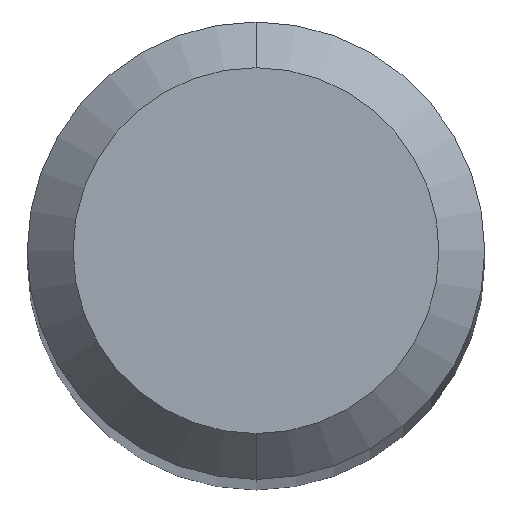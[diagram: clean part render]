
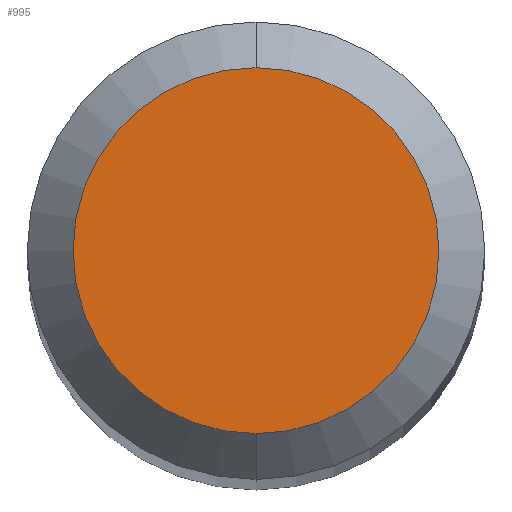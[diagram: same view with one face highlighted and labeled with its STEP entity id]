
A CAD part, top view. The second image highlights one B-rep face of the part: STEP entity #995.
In plain terms, the highlighted planar face has unit normal (0, 0, 1).
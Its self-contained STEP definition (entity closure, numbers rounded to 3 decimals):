
#399=VERTEX_POINT('',#1134);
#635=VERTEX_POINT('',#1391);
#729=EDGE_CURVE('',#635,#399,#1494,.T.);
#969=EDGE_CURVE('',#399,#635,#1758,.T.);
#995=ADVANCED_FACE('',(#1785),#1786,.T.);
#1134=CARTESIAN_POINT('',(0.0,1.2,0.0));
#1391=CARTESIAN_POINT('',(0.,-1.2,0.0));
#1494=CIRCLE('',#4052,1.2);
#1758=CIRCLE('',#5440,1.2);
#1785=FACE_OUTER_BOUND('',#5545,.T.);
#1786=PLANE('',#5546);
#4052=AXIS2_PLACEMENT_3D('',#6497,#6498,#6499);
#5440=AXIS2_PLACEMENT_3D('',#6813,#6814,#6815);
#5545=EDGE_LOOP('',(#6824,#6825));
#5546=AXIS2_PLACEMENT_3D('',#6826,#6827,#6828);
#6497=CARTESIAN_POINT('',(0.0,0.0,0.0));
#6498=DIRECTION('',(0.0,0.0,-1.0));
#6499=DIRECTION('',(0.0,1.0,0.0));
#6813=CARTESIAN_POINT('',(0.0,0.0,0.0));
#6814=DIRECTION('',(0.0,0.0,-1.0));
#6815=DIRECTION('',(0.0,1.0,0.0));
#6824=ORIENTED_EDGE('',*,*,#969,.F.);
#6825=ORIENTED_EDGE('',*,*,#729,.F.);
#6826=CARTESIAN_POINT('',(0.0,0.6,0.0));
#6827=DIRECTION('',(-0.0,0.0,1.0));
#6828=DIRECTION('',(0.0,-1.0,0.0));
